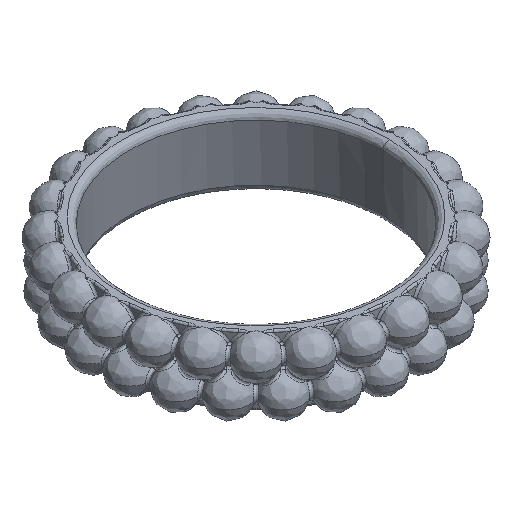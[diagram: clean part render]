
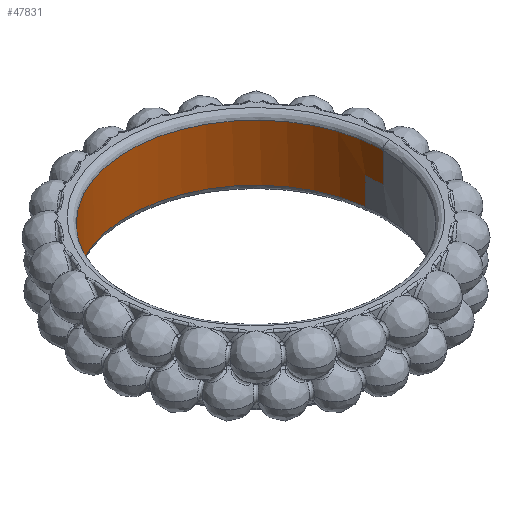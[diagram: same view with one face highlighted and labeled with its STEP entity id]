
A CAD part, isometric view. The second image highlights one B-rep face of the part: STEP entity #47831.
In plain terms, the highlighted free-form (B-spline) face has degree [2, 1] with [5, 2] control points.
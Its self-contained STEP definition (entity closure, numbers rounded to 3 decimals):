
#47695 = VERTEX_POINT('',#47696);
#47696 = CARTESIAN_POINT('',(11.222,1.477,
    -3.976));
#47702 = EDGE_CURVE('',#47695,#47703,#47705,.T.);
#47703 = VERTEX_POINT('',#47704);
#47704 = CARTESIAN_POINT('',(-11.222,-1.477,
    -3.976));
#47705 = ( BOUNDED_CURVE() B_SPLINE_CURVE(2,(#47706,#47707,#47708,#47709
,#47710),.UNSPECIFIED.,.F.,.F.) B_SPLINE_CURVE_WITH_KNOTS((3,2,3),(0.,
1.571,3.142),.PIECEWISE_BEZIER_KNOTS.) CURVE() 
GEOMETRIC_REPRESENTATION_ITEM() RATIONAL_B_SPLINE_CURVE((1.,
0.707,1.,0.707,1.)) REPRESENTATION_ITEM('') );
#47706 = CARTESIAN_POINT('',(11.222,1.477,
    -3.976));
#47707 = CARTESIAN_POINT('',(9.745,12.699,
    -3.976));
#47708 = CARTESIAN_POINT('',(-1.477,11.222,
    -3.976));
#47709 = CARTESIAN_POINT('',(-12.699,9.745,
    -3.976));
#47710 = CARTESIAN_POINT('',(-11.222,-1.477,
    -3.976));
#47768 = EDGE_CURVE('',#47769,#47771,#47773,.T.);
#47769 = VERTEX_POINT('',#47770);
#47770 = CARTESIAN_POINT('',(-11.222,-1.477,
    -1.602));
#47771 = VERTEX_POINT('',#47772);
#47772 = CARTESIAN_POINT('',(-11.319,0.,-1.602));
#47773 = ( BOUNDED_CURVE() B_SPLINE_CURVE(2,(#47774,#47775,#47776),
.UNSPECIFIED.,.F.,.F.) B_SPLINE_CURVE_WITH_KNOTS((3,3),(0.,0.131)
,.PIECEWISE_BEZIER_KNOTS.) CURVE() GEOMETRIC_REPRESENTATION_ITEM() 
RATIONAL_B_SPLINE_CURVE((1.,0.998,1.)) REPRESENTATION_ITEM('') 
  );
#47774 = CARTESIAN_POINT('',(-11.222,-1.477,
    -1.602));
#47775 = CARTESIAN_POINT('',(-11.319,-0.742,
    -1.602));
#47776 = CARTESIAN_POINT('',(-11.319,0.,
    -1.602));
#47778 = EDGE_CURVE('',#47769,#47703,#47779,.T.);
#47779 = B_SPLINE_CURVE_WITH_KNOTS('',1,(#47780,#47781),.UNSPECIFIED.,
  .F.,.F.,(2,2),(0.,2.096),.PIECEWISE_BEZIER_KNOTS.);
#47780 = CARTESIAN_POINT('',(-11.222,-1.477,
    -1.602));
#47781 = CARTESIAN_POINT('',(-11.222,-1.477,
    -3.976));
#47784 = EDGE_CURVE('',#47785,#47695,#47787,.T.);
#47785 = VERTEX_POINT('',#47786);
#47786 = CARTESIAN_POINT('',(11.222,1.477,
    -1.602));
#47787 = B_SPLINE_CURVE_WITH_KNOTS('',1,(#47788,#47789),.UNSPECIFIED.,
  .F.,.F.,(2,2),(0.,2.096),.PIECEWISE_BEZIER_KNOTS.);
#47788 = CARTESIAN_POINT('',(11.222,1.477,
    -1.602));
#47789 = CARTESIAN_POINT('',(11.222,1.477,
    -3.976));
#47791 = EDGE_CURVE('',#47785,#47792,#47794,.T.);
#47792 = VERTEX_POINT('',#47793);
#47793 = CARTESIAN_POINT('',(11.319,0.,-1.602));
#47794 = ( BOUNDED_CURVE() B_SPLINE_CURVE(2,(#47795,#47796,#47797),
.UNSPECIFIED.,.F.,.F.) B_SPLINE_CURVE_WITH_KNOTS((3,3),(0.,0.131)
,.PIECEWISE_BEZIER_KNOTS.) CURVE() GEOMETRIC_REPRESENTATION_ITEM() 
RATIONAL_B_SPLINE_CURVE((1.,0.998,1.)) REPRESENTATION_ITEM('') 
  );
#47795 = CARTESIAN_POINT('',(11.222,1.477,
    -1.602));
#47796 = CARTESIAN_POINT('',(11.319,0.742,
    -1.602));
#47797 = CARTESIAN_POINT('',(11.319,0.,
    -1.602));
#47799 = EDGE_CURVE('',#47792,#47800,#47802,.T.);
#47800 = VERTEX_POINT('',#47801);
#47801 = CARTESIAN_POINT('',(11.319,0.,1.035));
#47802 = B_SPLINE_CURVE_WITH_KNOTS('',1,(#47803,#47804),.UNSPECIFIED.,
  .F.,.F.,(2,2),(0.,2.328),.PIECEWISE_BEZIER_KNOTS.);
#47803 = CARTESIAN_POINT('',(11.319,0.,-1.602));
#47804 = CARTESIAN_POINT('',(11.319,0.,
    1.035));
#47807 = VERTEX_POINT('',#47808);
#47808 = CARTESIAN_POINT('',(-11.319,0.,1.035));
#47816 = EDGE_CURVE('',#47771,#47807,#47817,.T.);
#47817 = B_SPLINE_CURVE_WITH_KNOTS('',1,(#47818,#47819),.UNSPECIFIED.,
  .F.,.F.,(2,2),(0.,2.328),.PIECEWISE_BEZIER_KNOTS.);
#47818 = CARTESIAN_POINT('',(-11.319,0.,-1.602));
#47819 = CARTESIAN_POINT('',(-11.319,0.,
    1.035));
#47831 = ADVANCED_FACE('',(#47832),#47849,.F.);
#47832 = FACE_BOUND('',#47833,.F.);
#47833 = EDGE_LOOP('',(#47834,#47835,#47836,#47837,#47838,#47839,#47840,
    #47848));
#47834 = ORIENTED_EDGE('',*,*,#47791,.F.);
#47835 = ORIENTED_EDGE('',*,*,#47784,.T.);
#47836 = ORIENTED_EDGE('',*,*,#47702,.T.);
#47837 = ORIENTED_EDGE('',*,*,#47778,.F.);
#47838 = ORIENTED_EDGE('',*,*,#47768,.T.);
#47839 = ORIENTED_EDGE('',*,*,#47816,.T.);
#47840 = ORIENTED_EDGE('',*,*,#47841,.T.);
#47841 = EDGE_CURVE('',#47807,#47800,#47842,.T.);
#47842 = ( BOUNDED_CURVE() B_SPLINE_CURVE(2,(#47843,#47844,#47845,#47846
,#47847),.UNSPECIFIED.,.F.,.F.) B_SPLINE_CURVE_WITH_KNOTS((3,2,3),(0.,
1.571,3.142),.PIECEWISE_BEZIER_KNOTS.) CURVE() 
GEOMETRIC_REPRESENTATION_ITEM() RATIONAL_B_SPLINE_CURVE((1.,
0.707,1.,0.707,1.)) REPRESENTATION_ITEM('') );
#47843 = CARTESIAN_POINT('',(-11.319,0.,1.035));
#47844 = CARTESIAN_POINT('',(-11.319,11.319,
    1.035));
#47845 = CARTESIAN_POINT('',(0.,11.319,
    1.035));
#47846 = CARTESIAN_POINT('',(11.319,11.319,
    1.035));
#47847 = CARTESIAN_POINT('',(11.319,0.,
    1.035));
#47848 = ORIENTED_EDGE('',*,*,#47799,.F.);
#47849 = ( BOUNDED_SURFACE() B_SPLINE_SURFACE(2,1,(
    (#47850,#47851)
    ,(#47852,#47853)
    ,(#47854,#47855)
    ,(#47856,#47857)
    ,(#47858,#47859
)),.UNSPECIFIED.,.F.,.F.,.F.) B_SPLINE_SURFACE_WITH_KNOTS((3,2,3),(2,2),
  (0.,1.636,3.272),(-2.096,2.328),
.PIECEWISE_BEZIER_KNOTS.) GEOMETRIC_REPRESENTATION_ITEM() 
RATIONAL_B_SPLINE_SURFACE((
    (1.,1.)
    ,(0.684,0.684)
    ,(1.,1.)
    ,(0.684,0.684)
,(1.,1.))) REPRESENTATION_ITEM('') SURFACE() );
#47850 = CARTESIAN_POINT('',(11.319,0.,-3.976));
#47851 = CARTESIAN_POINT('',(11.319,0.,1.035));
#47852 = CARTESIAN_POINT('',(11.319,12.085,
    -3.976));
#47853 = CARTESIAN_POINT('',(11.319,12.085,
    1.035));
#47854 = CARTESIAN_POINT('',(-0.74,11.295,
    -3.976));
#47855 = CARTESIAN_POINT('',(-0.74,11.295,
    1.035));
#47856 = CARTESIAN_POINT('',(-12.799,10.504,
    -3.976));
#47857 = CARTESIAN_POINT('',(-12.799,10.504,
    1.035));
#47858 = CARTESIAN_POINT('',(-11.222,-1.477,
    -3.976));
#47859 = CARTESIAN_POINT('',(-11.222,-1.477,
    1.035));
